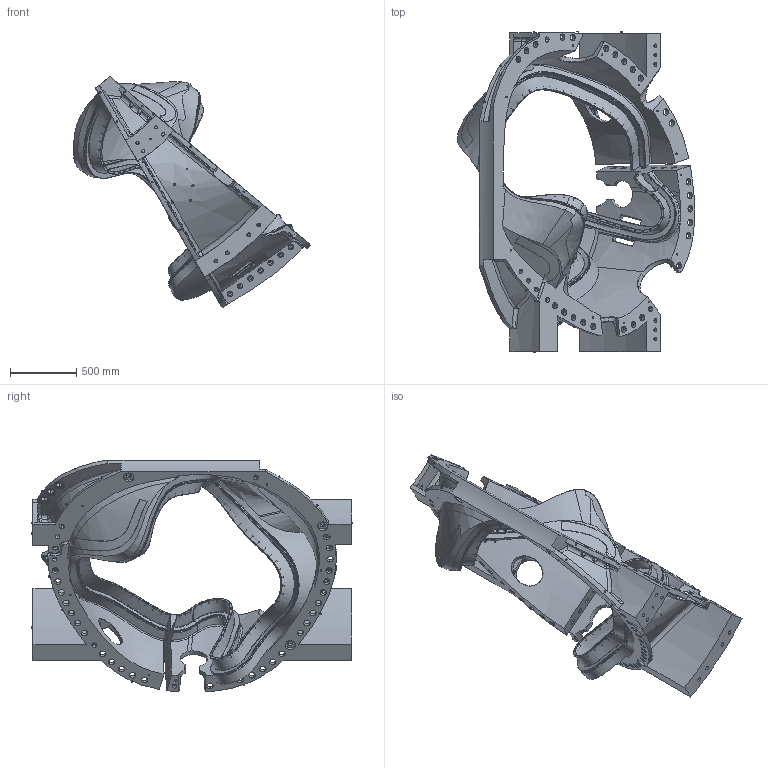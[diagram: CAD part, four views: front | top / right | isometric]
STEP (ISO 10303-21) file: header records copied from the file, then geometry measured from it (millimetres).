
FILE_DESCRIPTION(('CATIA V5 STEP Exchange'),'2;1');
FILE_NAME('C1-point-data.stp','2005-09-28T22:49:26+00:00',('none'),('none'),'CATIA Version 5 Release 15 (IN-10)','CATIA V5 STEP AP203','none');
FILE_SCHEMA(('CONFIG_CONTROL_DESIGN'));
Length unit declared in the file: inch
Products named in the file (1): C1-point data
Assembly tree (10 placements, depth 2):
  C1-point data
    #59
    #171259
    #171312
    #171686
    #171869
    #172092
    #173569
    #173782
    #174202
    #174492
Bounding box: 1786.11 x 2421.85 x 1744.13 mm (x, y, z)
Volume: 287634185.3 mm3; surface area: 15206346.9 mm2
Topology: 1 solids, 22 shells, 1979 faces, 5144 edges, 5297 vertices
Faces by surface type: cylinder 890, bspline 420, cone 290, plane 259, sphere 74, extrusion 21, revolution 21, torus 4
Entity records: 174967 total; most frequent: CARTESIAN_POINT 134769, ORIENTED_EDGE 9638, DIRECTION 5101, EDGE_CURVE 4861, VERTEX_POINT 3140, B_SPLINE_CURVE_WITH_KNOTS 2894, EDGE_LOOP 2440, AXIS2_PLACEMENT_3D 2226
